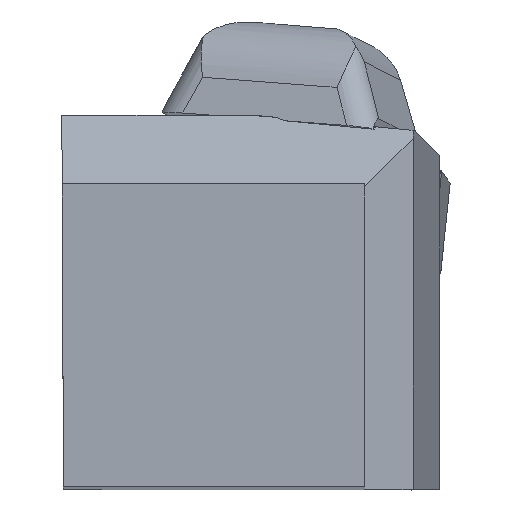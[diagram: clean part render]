
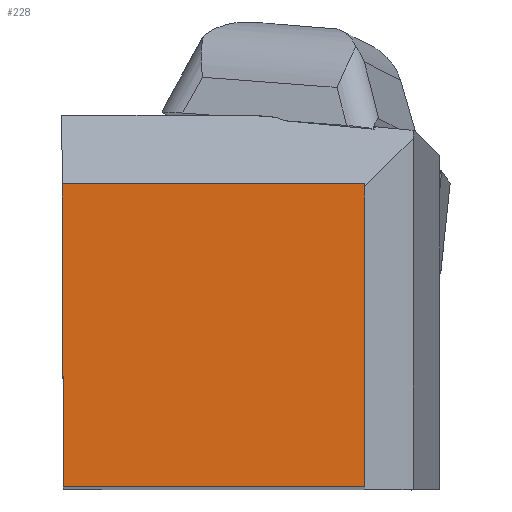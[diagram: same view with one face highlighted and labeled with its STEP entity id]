
A CAD part, top view. The second image highlights one B-rep face of the part: STEP entity #228.
In plain terms, the highlighted planar face has unit normal (0, 0, 1).
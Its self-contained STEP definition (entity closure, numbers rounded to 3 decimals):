
#153=FACE_OUTER_BOUND('',#372,.T.);
#228=ADVANCED_FACE('BLANK_BOXF006',(#153),#293,.F.);
#293=PLANE('',#1647);
#372=EDGE_LOOP('',(#620,#621,#622,#623));
#620=ORIENTED_EDGE('',*,*,#1105,.T.);
#621=ORIENTED_EDGE('',*,*,#1106,.T.);
#622=ORIENTED_EDGE('',*,*,#1102,.T.);
#623=ORIENTED_EDGE('',*,*,#1084,.T.);
#926=VERTEX_POINT('',#2383);
#927=VERTEX_POINT('',#2385);
#938=VERTEX_POINT('',#2418);
#940=VERTEX_POINT('',#2424);
#1084=EDGE_CURVE('',#927,#926,#1267,.T.);
#1102=EDGE_CURVE('',#938,#927,#1283,.T.);
#1105=EDGE_CURVE('',#926,#940,#1286,.T.);
#1106=EDGE_CURVE('',#940,#938,#1287,.T.);
#1267=LINE('',#2384,#1428);
#1283=LINE('',#2417,#1444);
#1286=LINE('',#2423,#1447);
#1287=LINE('',#2425,#1448);
#1428=VECTOR('',#1889,1.);
#1444=VECTOR('',#1917,1.);
#1447=VECTOR('',#1922,1.);
#1448=VECTOR('',#1923,1.);
#1647=AXIS2_PLACEMENT_3D('',#2426,#1924,#1925);
#1889=DIRECTION('',(1.,0.,0.));
#1917=DIRECTION('',(0.004,-1.,0.));
#1922=DIRECTION('',(0.,1.,0.));
#1923=DIRECTION('',(-1.,0.,0.));
#1924=DIRECTION('',(0.,0.,-1.));
#1925=DIRECTION('',(1.,0.,0.));
#2383=CARTESIAN_POINT('',(15.875,0.,0.));
#2384=CARTESIAN_POINT('',(-107.35,0.,0.));
#2385=CARTESIAN_POINT('',(0.069,0.,0.));
#2417=CARTESIAN_POINT('',(-0.399,107.349,0.));
#2418=CARTESIAN_POINT('',(0.,15.875,0.));
#2423=CARTESIAN_POINT('',(15.875,-107.35,0.));
#2424=CARTESIAN_POINT('',(15.875,15.875,0.));
#2425=CARTESIAN_POINT('',(107.35,15.875,0.));
#2426=CARTESIAN_POINT('',(26.35,-5.,0.));
